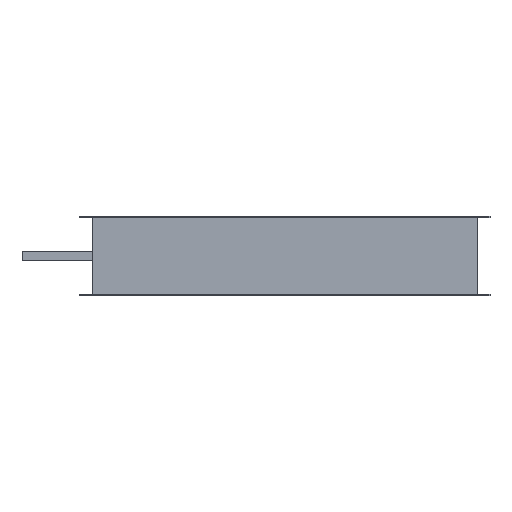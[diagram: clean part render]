
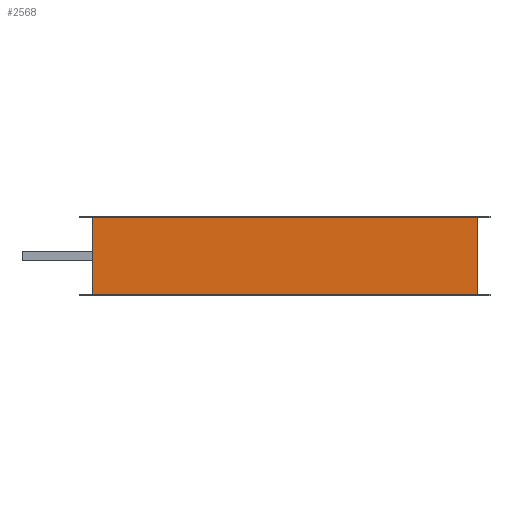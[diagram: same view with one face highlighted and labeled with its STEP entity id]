
A CAD part, front view. The second image highlights one B-rep face of the part: STEP entity #2568.
In plain terms, the highlighted planar face has unit normal (0, -1, 0).
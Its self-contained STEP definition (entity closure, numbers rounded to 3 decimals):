
#146 = DIRECTION ( 'NONE',  ( 1., 0., 0. ) ) ;
#166 = DIRECTION ( 'NONE',  ( 0., 0., -1. ) ) ;
#670 = EDGE_LOOP ( 'NONE', ( #1223, #2072, #4534, #5027 ) ) ;
#678 = CARTESIAN_POINT ( 'NONE',  ( -300., -150., -60. ) ) ;
#1183 = CARTESIAN_POINT ( 'NONE',  ( -300., -150., -60. ) ) ;
#1220 = DIRECTION ( 'NONE',  ( 0., 0., 1. ) ) ;
#1223 = ORIENTED_EDGE ( 'NONE', *, *, #3289, .T. ) ;
#1467 = CARTESIAN_POINT ( 'NONE',  ( -300., -150., 60. ) ) ;
#1512 = LINE ( 'NONE', #1891, #4901 ) ;
#1578 = VECTOR ( 'NONE', #4939, 1000. ) ;
#1778 = VERTEX_POINT ( 'NONE', #3014 ) ;
#1891 = CARTESIAN_POINT ( 'NONE',  ( 300., -150., 60. ) ) ;
#2072 = ORIENTED_EDGE ( 'NONE', *, *, #3569, .F. ) ;
#2236 = VERTEX_POINT ( 'NONE', #3864 ) ;
#2491 = FACE_OUTER_BOUND ( 'NONE', #670, .T. ) ;
#2568 = ADVANCED_FACE ( 'NONE', ( #2491 ), #3902, .F. ) ;
#2736 = EDGE_CURVE ( 'NONE', #4365, #1778, #4993, .T. ) ;
#2754 = CARTESIAN_POINT ( 'NONE',  ( -300., -150., 60. ) ) ;
#2959 = VERTEX_POINT ( 'NONE', #1183 ) ;
#2965 = DIRECTION ( 'NONE',  ( 0., 1., 0. ) ) ;
#3014 = CARTESIAN_POINT ( 'NONE',  ( 300., -150., 60. ) ) ;
#3281 = CARTESIAN_POINT ( 'NONE',  ( -300., -150., 60. ) ) ;
#3289 = EDGE_CURVE ( 'NONE', #2959, #2236, #5034, .T. ) ;
#3541 = VECTOR ( 'NONE', #146, 1000. ) ;
#3569 = EDGE_CURVE ( 'NONE', #1778, #2236, #1512, .T. ) ;
#3798 = AXIS2_PLACEMENT_3D ( 'NONE', #5560, #2965, #1220 ) ;
#3864 = CARTESIAN_POINT ( 'NONE',  ( 300., -150., -60. ) ) ;
#3902 = PLANE ( 'NONE',  #3798 ) ;
#4365 = VERTEX_POINT ( 'NONE', #3281 ) ;
#4534 = ORIENTED_EDGE ( 'NONE', *, *, #2736, .F. ) ;
#4704 = LINE ( 'NONE', #1467, #1578 ) ;
#4707 = EDGE_CURVE ( 'NONE', #4365, #2959, #4704, .T. ) ;
#4747 = VECTOR ( 'NONE', #5030, 1000. ) ;
#4901 = VECTOR ( 'NONE', #166, 1000. ) ;
#4939 = DIRECTION ( 'NONE',  ( 0., 0., -1. ) ) ;
#4993 = LINE ( 'NONE', #2754, #3541 ) ;
#5027 = ORIENTED_EDGE ( 'NONE', *, *, #4707, .T. ) ;
#5030 = DIRECTION ( 'NONE',  ( 1., 0., 0. ) ) ;
#5034 = LINE ( 'NONE', #678, #4747 ) ;
#5560 = CARTESIAN_POINT ( 'NONE',  ( -300., -150., 60. ) ) ;
